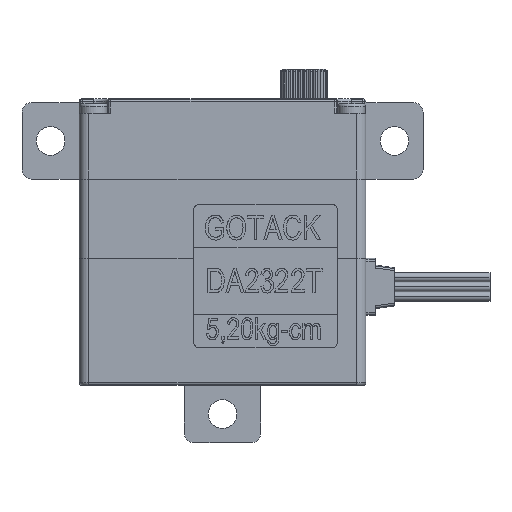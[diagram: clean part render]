
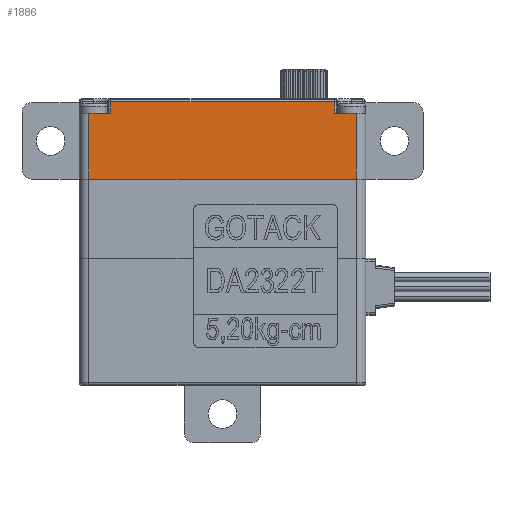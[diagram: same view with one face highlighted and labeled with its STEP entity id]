
A CAD part, front view. The second image highlights one B-rep face of the part: STEP entity #1886.
In plain terms, the highlighted planar face has unit normal (0, -1, 0).
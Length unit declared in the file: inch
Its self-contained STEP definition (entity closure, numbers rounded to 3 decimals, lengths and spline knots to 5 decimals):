
#1886=ADVANCED_FACE('',(#4660),#4661,.T.);
#4660=FACE_OUTER_BOUND('',#8402,.T.);
#4661=PLANE('',#8403);
#8402=EDGE_LOOP('',(#14480,#14481,#14482,#14483,#14484,#14485,#14486,#14487));
#8403=AXIS2_PLACEMENT_3D('',#14488,#14489,#14490);
#14480=ORIENTED_EDGE('',*,*,#25693,.T.);
#14481=ORIENTED_EDGE('',*,*,#25566,.T.);
#14482=ORIENTED_EDGE('',*,*,#25577,.F.);
#14483=ORIENTED_EDGE('',*,*,#25694,.F.);
#14484=ORIENTED_EDGE('',*,*,#25363,.F.);
#14485=ORIENTED_EDGE('',*,*,#25400,.F.);
#14486=ORIENTED_EDGE('',*,*,#25695,.F.);
#14487=ORIENTED_EDGE('',*,*,#25696,.F.);
#14488=CARTESIAN_POINT('',(-5.23774,3.57023,-5.52585));
#14489=DIRECTION('',(0.0,-1.0,-0.0));
#14490=DIRECTION('',(-1.0,0.0,-0.0));
#25363=EDGE_CURVE('',#30254,#30256,#30257,.T.);
#25400=EDGE_CURVE('',#30316,#30254,#30318,.T.);
#25566=EDGE_CURVE('',#30565,#30572,#30574,.T.);
#25577=EDGE_CURVE('',#30589,#30572,#30590,.T.);
#25693=EDGE_CURVE('',#30728,#30565,#30729,.T.);
#25694=EDGE_CURVE('',#30256,#30589,#30730,.T.);
#25695=EDGE_CURVE('',#30731,#30316,#30732,.T.);
#25696=EDGE_CURVE('',#30728,#30731,#30733,.T.);
#30254=VERTEX_POINT('',#38132);
#30256=VERTEX_POINT('',#38134);
#30257=LINE('',#38135,#38136);
#30316=VERTEX_POINT('',#38206);
#30318=LINE('',#38208,#38209);
#30565=VERTEX_POINT('',#38525);
#30572=VERTEX_POINT('',#38533);
#30574=LINE('',#38535,#38536);
#30589=VERTEX_POINT('',#38557);
#30590=LINE('',#38558,#38559);
#30728=VERTEX_POINT('',#38725);
#30729=LINE('',#38726,#38727);
#30730=LINE('',#38728,#38729);
#30731=VERTEX_POINT('',#38730);
#30732=LINE('',#38731,#38732);
#30733=LINE('',#38733,#38734);
#38132=CARTESIAN_POINT('',(-4.77711,3.57023,-5.30931));
#38134=CARTESIAN_POINT('',(-4.77711,3.57023,-5.35655));
#38135=CARTESIAN_POINT('',(-4.77711,3.57023,-5.41167));
#38136=VECTOR('',#50075,1.0);
#38206=CARTESIAN_POINT('',(-5.69837,3.57023,-5.30931));
#38208=CARTESIAN_POINT('',(-5.23774,3.57023,-5.30931));
#38209=VECTOR('',#50138,1.0);
#38525=CARTESIAN_POINT('',(-5.78892,3.57023,-5.62821));
#38533=CARTESIAN_POINT('',(-4.68656,3.57023,-5.62821));
#38535=CARTESIAN_POINT('',(-6.02514,3.57023,-5.62821));
#38536=VECTOR('',#50383,1.0);
#38557=CARTESIAN_POINT('',(-4.68656,3.57023,-5.35655));
#38558=CARTESIAN_POINT('',(-4.68656,3.57023,-5.35655));
#38559=VECTOR('',#50393,1.0);
#38725=CARTESIAN_POINT('',(-5.78892,3.57023,-5.35655));
#38726=CARTESIAN_POINT('',(-5.78892,3.57023,-5.35655));
#38727=VECTOR('',#50551,1.0);
#38728=CARTESIAN_POINT('',(-5.78892,3.57023,-5.35655));
#38729=VECTOR('',#50552,1.0);
#38730=CARTESIAN_POINT('',(-5.69837,3.57023,-5.35655));
#38731=CARTESIAN_POINT('',(-5.69837,3.57023,-5.41167));
#38732=VECTOR('',#50553,1.0);
#38733=CARTESIAN_POINT('',(-5.23774,3.57023,-5.35655));
#38734=VECTOR('',#50554,1.0);
#50075=DIRECTION('',(0.0,0.0,-1.0));
#50138=DIRECTION('',(1.0,0.0,0.0));
#50383=DIRECTION('',(1.0,0.0,0.0));
#50393=DIRECTION('',(0.0,0.0,-1.0));
#50551=DIRECTION('',(0.0,0.0,-1.0));
#50552=DIRECTION('',(1.0,0.0,0.0));
#50553=DIRECTION('',(0.0,0.0,1.0));
#50554=DIRECTION('',(1.0,0.0,0.0));
